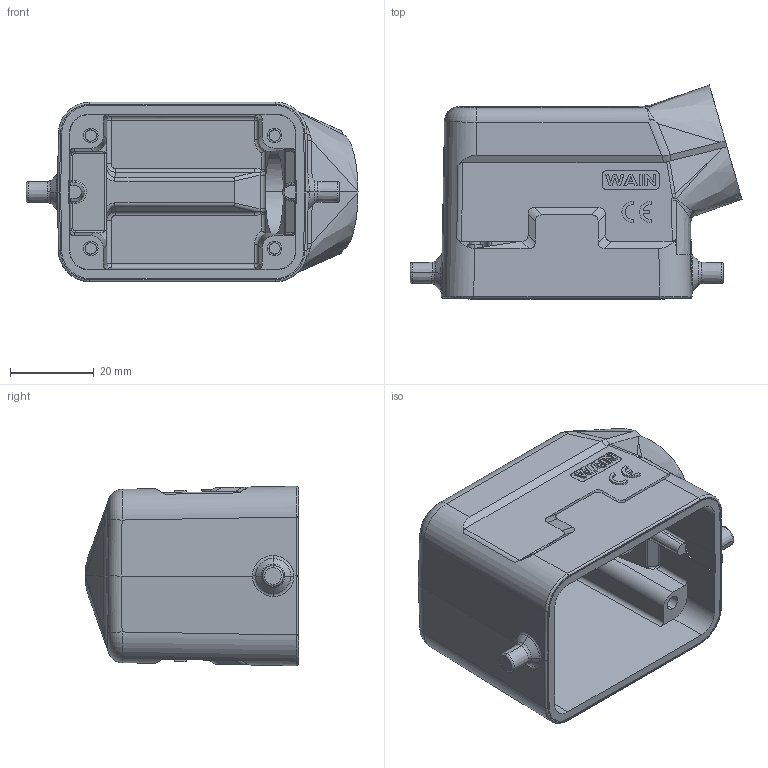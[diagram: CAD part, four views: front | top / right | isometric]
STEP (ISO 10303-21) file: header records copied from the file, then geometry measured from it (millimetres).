
FILE_DESCRIPTION((''),'2;1');
FILE_NAME('PRT0022','2024-01-20T',('p.yu'),(''),'PRO/ENGINEER BY PARAMETRIC TECHNOLOGY CORPORATION, 2012480','PRO/ENGINEER BY PARAMETRIC TECHNOLOGY CORPORATION, 2012480','');
FILE_SCHEMA(('CONFIG_CONTROL_DESIGN'));
Length unit declared in the file: millimetre
Products named in the file (1): PRT0022
Bounding box: 79.46 x 51.18 x 42.98 mm (x, y, z)
Volume: 39246.3 mm3; surface area: 22498.5 mm2
Topology: 1 solids, 1 shells, 431 faces, 1107 edges, 692 vertices
Faces by surface type: plane 206, cylinder 116, bspline 69, cone 18, torus 11, sphere 10, extrusion 1
Entity records: 16646 total; most frequent: CARTESIAN_POINT 6941, ORIENTED_EDGE 2194, DIRECTION 1701, EDGE_CURVE 1097, VERTEX_POINT 692, VECTOR 619, LINE 618, AXIS2_PLACEMENT_3D 541
